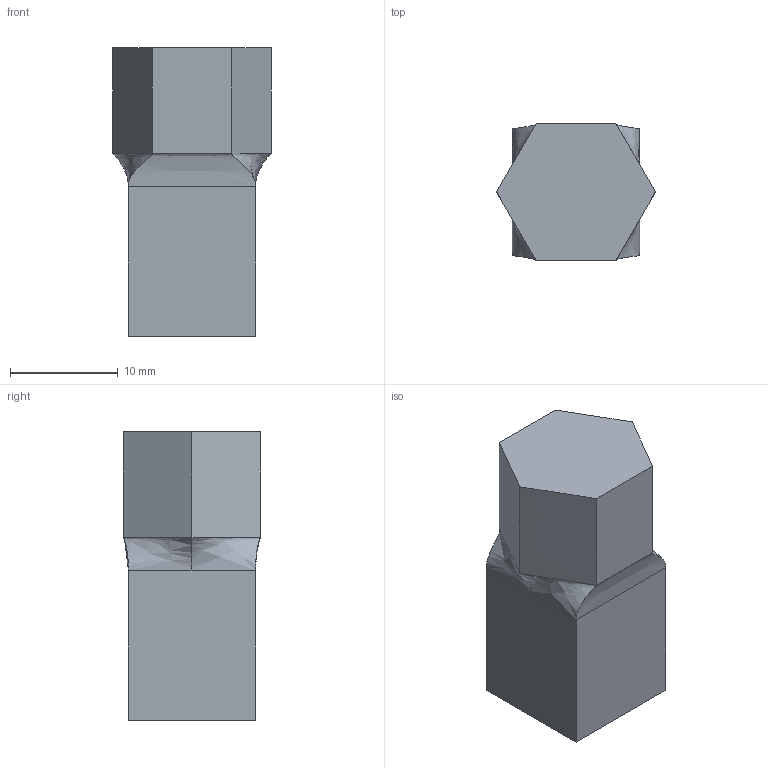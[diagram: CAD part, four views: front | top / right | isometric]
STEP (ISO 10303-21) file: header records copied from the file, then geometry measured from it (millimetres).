
FILE_DESCRIPTION(/* description */ (''),/* implementation_level */ '2;1');
FILE_NAME(/* name */ 'adapter z ot z.step',/* time_stamp */ '2024-05-04T12:37:09+10:00',/* author */ (''),/* organization */ (''),/* preprocessor_version */ 'ST-DEVELOPER v20',/* originating_system */ 'Autodesk Translation Framework v12.20.1.177',/* authorisation */ '');
FILE_SCHEMA (('AUTOMOTIVE_DESIGN { 1 0 10303 214 3 1 1 }'));
Length unit declared in the file: millimetre
Products named in the file (1): adapter z ot z
Bounding box: 14.75 x 12.77 x 26.8 mm (x, y, z)
Volume: 3747.1 mm3; surface area: 1517.5 mm2
Topology: 1 solids, 1 shells, 18 faces, 42 edges, 26 vertices
Faces by surface type: bspline 12, plane 6
Entity records: 1242 total; most frequent: CARTESIAN_POINT 890, ORIENTED_EDGE 84, EDGE_CURVE 42, B_SPLINE_CURVE_WITH_KNOTS 28, DIRECTION 28, VERTEX_POINT 26, FACE_OUTER_BOUND 18, EDGE_LOOP 18
